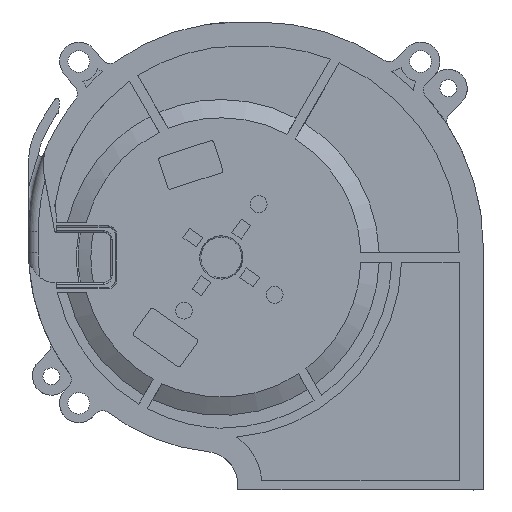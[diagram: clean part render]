
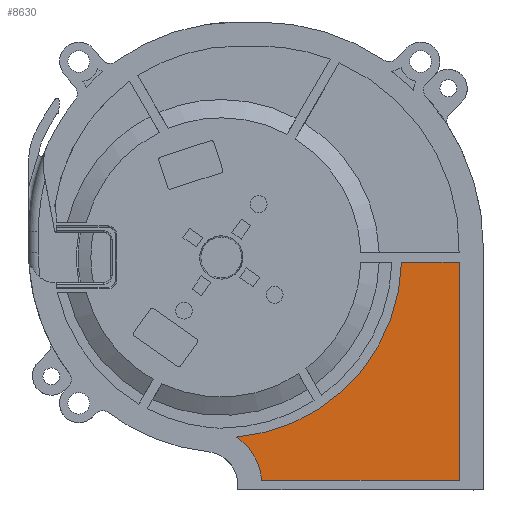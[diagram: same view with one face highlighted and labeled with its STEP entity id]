
A CAD part, front view. The second image highlights one B-rep face of the part: STEP entity #8630.
In plain terms, the highlighted planar face has unit normal (0, -1, 0).
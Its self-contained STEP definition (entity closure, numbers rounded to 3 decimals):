
#3166=CARTESIAN_POINT('',(-7.,2.2,-49.75));
#3167=DIRECTION('',(0.,-1.,0.));
#3168=DIRECTION('',(0.997,0.,0.083));
#3169=AXIS2_PLACEMENT_3D('',#3166,#3167,#3168);
#3171=CARTESIAN_POINT('',(-3.45,2.2,-2.45));
#3172=DIRECTION('',(0.,-1.,0.));
#3173=DIRECTION('',(0.083,0.,-0.997));
#3174=AXIS2_PLACEMENT_3D('',#3171,#3172,#3173);
#3176=DIRECTION('',(1.,0.,0.));
#3177=VECTOR('',#3176,11.973);
#3178=CARTESIAN_POINT('',(33.977,2.2,-3.45));
#3179=LINE('',#3178,#3177);
#3180=DIRECTION('',(0.,0.,-1.));
#3181=VECTOR('',#3180,45.3);
#3182=CARTESIAN_POINT('',(45.95,2.2,-3.45));
#3183=LINE('',#3182,#3181);
#3184=DIRECTION('',(-1.,0.,0.));
#3185=VECTOR('',#3184,40.992);
#3186=CARTESIAN_POINT('',(45.95,2.2,-48.75));
#3187=LINE('',#3186,#3185);
#4321=CARTESIAN_POINT('',(4.958,2.2,-48.75));
#4322=VERTEX_POINT('',#4321);
#4323=CARTESIAN_POINT('',(-0.35,2.2,-39.761));
#4324=VERTEX_POINT('',#4323);
#4325=CARTESIAN_POINT('',(33.977,2.2,-3.45));
#4326=VERTEX_POINT('',#4325);
#4327=CARTESIAN_POINT('',(45.95,2.2,-48.75));
#4328=VERTEX_POINT('',#4327);
#4329=CARTESIAN_POINT('',(45.95,2.2,-3.45));
#4330=VERTEX_POINT('',#4329);
#8618=CARTESIAN_POINT('',(22.8,2.2,-26.1));
#8619=DIRECTION('',(0.,1.,0.));
#8620=DIRECTION('',(0.,0.,-1.));
#8621=AXIS2_PLACEMENT_3D('',#8618,#8619,#8620);
#8622=PLANE('',#8621);
#8623=ORIENTED_EDGE('',*,*,#8571,.T.);
#8624=ORIENTED_EDGE('',*,*,#8585,.T.);
#8625=ORIENTED_EDGE('',*,*,#8599,.T.);
#8626=ORIENTED_EDGE('',*,*,#8612,.T.);
#8627=ORIENTED_EDGE('',*,*,#8556,.T.);
#8628=EDGE_LOOP('',(#8623,#8624,#8625,#8626,#8627));
#8629=FACE_OUTER_BOUND('',#8628,.F.);
#8630=ADVANCED_FACE('',(#8629),#8622,.F.);
#3170=CIRCLE('',#3169,12.);
#3175=CIRCLE('',#3174,37.44);
#8556=EDGE_CURVE('',#4328,#4322,#3187,.T.);
#8571=EDGE_CURVE('',#4322,#4324,#3170,.T.);
#8585=EDGE_CURVE('',#4324,#4326,#3175,.T.);
#8599=EDGE_CURVE('',#4326,#4330,#3179,.T.);
#8612=EDGE_CURVE('',#4330,#4328,#3183,.T.);
